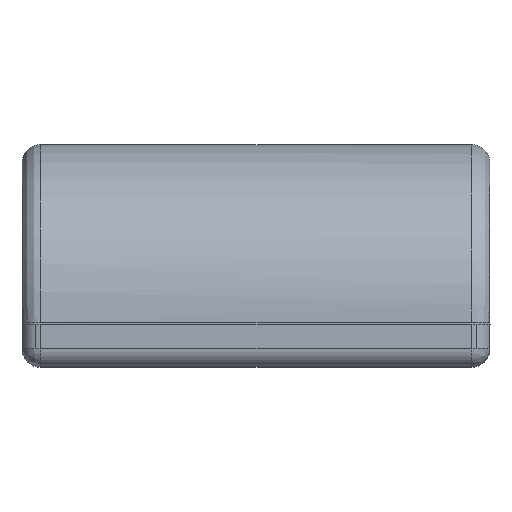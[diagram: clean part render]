
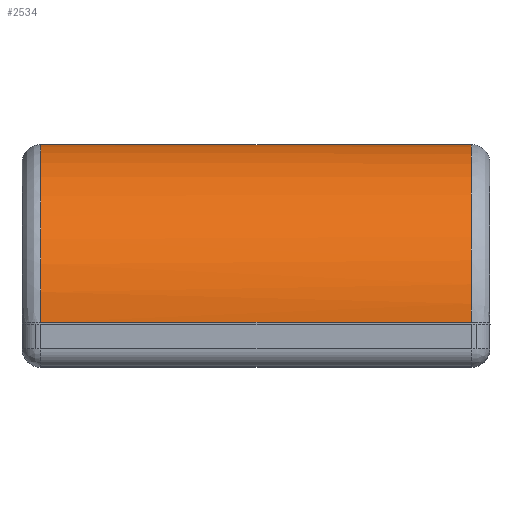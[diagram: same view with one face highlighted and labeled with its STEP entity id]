
A CAD part, front view. The second image highlights one B-rep face of the part: STEP entity #2534.
In plain terms, the highlighted free-form (B-spline) face has degree [2, 1] with [10, 2] control points.
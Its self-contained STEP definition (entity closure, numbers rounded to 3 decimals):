
#284=CARTESIAN_POINT('',(11.5,-24.5,5.95));
#285=VERTEX_POINT('',#284);
#1875=CARTESIAN_POINT('',(-11.5,-34.,-3.55));
#1876=VERTEX_POINT('',#1875);
#1891=CARTESIAN_POINT('',(11.5,-34.,-3.55));
#1892=VERTEX_POINT('',#1891);
#1899=CARTESIAN_POINT('',(11.5,-34.,-3.55));
#1900=DIRECTION('',(-1.0,0.0,0.0));
#1901=VECTOR('',#1900,23.);
#1902=LINE('',#1899,#1901);
#1903=EDGE_CURVE('',#1892,#1876,#1902,.T.);
#2455=CARTESIAN_POINT('',(-11.5,-34.,-3.55));
#2456=CARTESIAN_POINT('',(-11.5,-34.003,-2.708));
#2457=CARTESIAN_POINT('',(-11.5,-33.677,-0.931));
#2458=CARTESIAN_POINT('',(-11.5,-32.997,0.814));
#2459=CARTESIAN_POINT('',(-11.5,-31.881,2.503));
#2460=CARTESIAN_POINT('',(-11.5,-30.478,3.908));
#2461=CARTESIAN_POINT('',(-11.5,-28.909,4.915));
#2462=CARTESIAN_POINT('',(-11.5,-27.133,5.626));
#2463=CARTESIAN_POINT('',(-11.5,-25.373,5.949));
#2464=CARTESIAN_POINT('',(-11.5,-24.5,5.95));
#2465=CARTESIAN_POINT('',(11.5,-34.,-3.55));
#2466=CARTESIAN_POINT('',(11.5,-34.003,-2.708));
#2467=CARTESIAN_POINT('',(11.5,-33.677,-0.931));
#2468=CARTESIAN_POINT('',(11.5,-32.997,0.814));
#2469=CARTESIAN_POINT('',(11.5,-31.881,2.503));
#2470=CARTESIAN_POINT('',(11.5,-30.478,3.908));
#2471=CARTESIAN_POINT('',(11.5,-28.909,4.915));
#2472=CARTESIAN_POINT('',(11.5,-27.133,5.626));
#2473=CARTESIAN_POINT('',(11.5,-25.373,5.949));
#2474=CARTESIAN_POINT('',(11.5,-24.5,5.95));
#2482=(BOUNDED_SURFACE()B_SPLINE_SURFACE(2,1,((#2455,#2465),(#2456,#2466),(#2457,#2467),(#2458,#2468),(#2459,#2469),(#2460,#2470),(#2461,#2471),(#2462,#2472),(#2463,#2473),(#2464,#2474)),.UNSPECIFIED.,.F.,.F.,.U.)B_SPLINE_SURFACE_WITH_KNOTS((3,1,1,1,1,1,1,1,3),(2,2),(0.0,0.125,0.25,0.375,0.5,0.625,0.75,0.875,1.0),(0.0,1.0),.UNSPECIFIED.)GEOMETRIC_REPRESENTATION_ITEM()RATIONAL_B_SPLINE_SURFACE(((1.0,1.0),(1.,1.),(1.001,1.001),(0.995,0.995),(1.03,1.03),(0.823,0.823),(0.877,0.877),(0.908,0.908),(0.964,0.964),(1.0,1.0)))REPRESENTATION_ITEM('')SURFACE());
#2483=CARTESIAN_POINT('',(-11.5,-24.5,5.95));
#2484=VERTEX_POINT('',#2483);
#2485=CARTESIAN_POINT('',(-11.5,-34.,-3.55));
#2486=CARTESIAN_POINT('',(-11.5,-34.003,-2.708));
#2487=CARTESIAN_POINT('',(-11.5,-33.677,-0.931));
#2488=CARTESIAN_POINT('',(-11.5,-32.997,0.814));
#2489=CARTESIAN_POINT('',(-11.5,-31.881,2.503));
#2490=CARTESIAN_POINT('',(-11.5,-30.478,3.908));
#2491=CARTESIAN_POINT('',(-11.5,-28.909,4.915));
#2492=CARTESIAN_POINT('',(-11.5,-27.133,5.626));
#2493=CARTESIAN_POINT('',(-11.5,-25.373,5.949));
#2494=CARTESIAN_POINT('',(-11.5,-24.5,5.95));
#2502=(BOUNDED_CURVE()B_SPLINE_CURVE(2,(#2485,#2486,#2487,#2488,#2489,#2490,#2491,#2492,#2493,#2494),.UNSPECIFIED.,.F.,.U.)B_SPLINE_CURVE_WITH_KNOTS((3,1,1,1,1,1,1,1,3),(0.0,0.125,0.25,0.375,0.5,0.625,0.75,0.875,1.0),.UNSPECIFIED.)CURVE()GEOMETRIC_REPRESENTATION_ITEM()RATIONAL_B_SPLINE_CURVE((1.0,1.,1.001,0.995,1.03,0.823,0.877,0.908,0.964,1.0))REPRESENTATION_ITEM(''));
#2503=EDGE_CURVE('',#1876,#2484,#2502,.T.);
#2504=ORIENTED_EDGE('',*,*,#2503,.F.);
#2505=ORIENTED_EDGE('',*,*,#1903,.F.);
#2506=CARTESIAN_POINT('',(11.5,-24.5,5.95));
#2507=CARTESIAN_POINT('',(11.5,-25.373,5.949));
#2508=CARTESIAN_POINT('',(11.5,-27.133,5.626));
#2509=CARTESIAN_POINT('',(11.5,-28.909,4.915));
#2510=CARTESIAN_POINT('',(11.5,-30.478,3.908));
#2511=CARTESIAN_POINT('',(11.5,-31.881,2.503));
#2512=CARTESIAN_POINT('',(11.5,-32.997,0.814));
#2513=CARTESIAN_POINT('',(11.5,-33.677,-0.931));
#2514=CARTESIAN_POINT('',(11.5,-34.003,-2.708));
#2515=CARTESIAN_POINT('',(11.5,-34.,-3.55));
#2523=(BOUNDED_CURVE()B_SPLINE_CURVE(2,(#2506,#2507,#2508,#2509,#2510,#2511,#2512,#2513,#2514,#2515),.UNSPECIFIED.,.F.,.U.)B_SPLINE_CURVE_WITH_KNOTS((3,1,1,1,1,1,1,1,3),(0.0,0.125,0.25,0.375,0.5,0.625,0.75,0.875,1.0),.UNSPECIFIED.)CURVE()GEOMETRIC_REPRESENTATION_ITEM()RATIONAL_B_SPLINE_CURVE((1.0,0.964,0.908,0.877,0.823,1.03,0.995,1.001,1.,1.0))REPRESENTATION_ITEM(''));
#2524=EDGE_CURVE('',#285,#1892,#2523,.T.);
#2525=ORIENTED_EDGE('',*,*,#2524,.F.);
#2526=CARTESIAN_POINT('',(-11.5,-24.5,5.95));
#2527=DIRECTION('',(1.0,0.0,0.0));
#2528=VECTOR('',#2527,23.);
#2529=LINE('',#2526,#2528);
#2530=EDGE_CURVE('',#2484,#285,#2529,.T.);
#2531=ORIENTED_EDGE('',*,*,#2530,.F.);
#2532=EDGE_LOOP('',(#2504,#2505,#2525,#2531));
#2533=FACE_OUTER_BOUND('',#2532,.T.);
#2534=ADVANCED_FACE('',(#2533),#2482,.F.);
